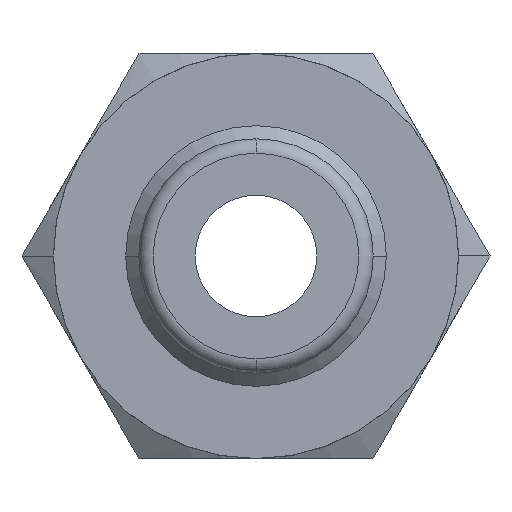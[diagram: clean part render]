
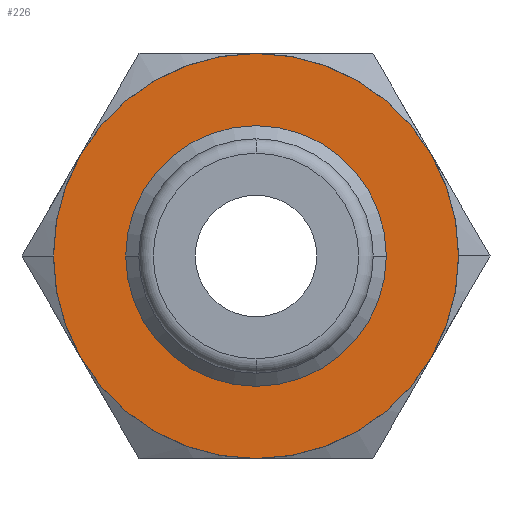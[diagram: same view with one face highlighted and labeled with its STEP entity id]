
A CAD part, front view. The second image highlights one B-rep face of the part: STEP entity #226.
In plain terms, the highlighted planar face has unit normal (0, -1, 0).
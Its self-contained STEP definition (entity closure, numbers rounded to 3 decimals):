
#226=ADVANCED_FACE('',(#474,#475),#476,.T.);
#474=FACE_OUTER_BOUND('',#735,.T.);
#475=FACE_BOUND('',#736,.T.);
#476=PLANE('',#737);
#735=EDGE_LOOP('',(#1301,#1302));
#736=EDGE_LOOP('',(#1303,#1304));
#737=AXIS2_PLACEMENT_3D('',#1305,#1306,#1307);
#1301=ORIENTED_EDGE('',*,*,#1646,.T.);
#1302=ORIENTED_EDGE('',*,*,#1689,.T.);
#1303=ORIENTED_EDGE('',*,*,#1703,.F.);
#1304=ORIENTED_EDGE('',*,*,#1692,.F.);
#1305=CARTESIAN_POINT('',(0.0,14.0,0.0));
#1306=DIRECTION('',(0.0,-1.0,0.0));
#1307=DIRECTION('',(-1.0,0.0,0.0));
#1646=EDGE_CURVE('',#1989,#1991,#1993,.T.);
#1689=EDGE_CURVE('',#1991,#1989,#2045,.T.);
#1692=EDGE_CURVE('',#2047,#2049,#2050,.T.);
#1703=EDGE_CURVE('',#2049,#2047,#2061,.T.);
#1989=VERTEX_POINT('',#2689);
#1991=VERTEX_POINT('',#2692);
#1993=CIRCLE('',#2695,6.995);
#2045=CIRCLE('',#2875,6.995);
#2047=VERTEX_POINT('',#2877);
#2049=VERTEX_POINT('',#2880);
#2050=CIRCLE('',#2881,4.5);
#2061=CIRCLE('',#2927,4.5);
#2689=CARTESIAN_POINT('',(6.995,14.0,0.0));
#2692=CARTESIAN_POINT('',(-6.995,14.0,0.));
#2695=AXIS2_PLACEMENT_3D('',#3254,#3255,#3256);
#2875=AXIS2_PLACEMENT_3D('',#3297,#3298,#3299);
#2877=CARTESIAN_POINT('',(4.5,14.0,0.));
#2880=CARTESIAN_POINT('',(-4.5,14.0,0.));
#2881=AXIS2_PLACEMENT_3D('',#3301,#3302,#3303);
#2927=AXIS2_PLACEMENT_3D('',#3306,#3307,#3308);
#3254=CARTESIAN_POINT('',(0.0,14.0,0.0));
#3255=DIRECTION('',(0.0,-1.0,0.0));
#3256=DIRECTION('',(1.0,0.0,0.0));
#3297=CARTESIAN_POINT('',(0.0,14.0,0.0));
#3298=DIRECTION('',(0.0,-1.0,0.0));
#3299=DIRECTION('',(1.0,0.0,0.0));
#3301=CARTESIAN_POINT('',(0.0,14.0,0.0));
#3302=DIRECTION('',(0.0,-1.0,0.0));
#3303=DIRECTION('',(1.0,0.0,0.0));
#3306=CARTESIAN_POINT('',(0.0,14.0,0.0));
#3307=DIRECTION('',(0.0,-1.0,0.0));
#3308=DIRECTION('',(1.0,0.0,0.0));
